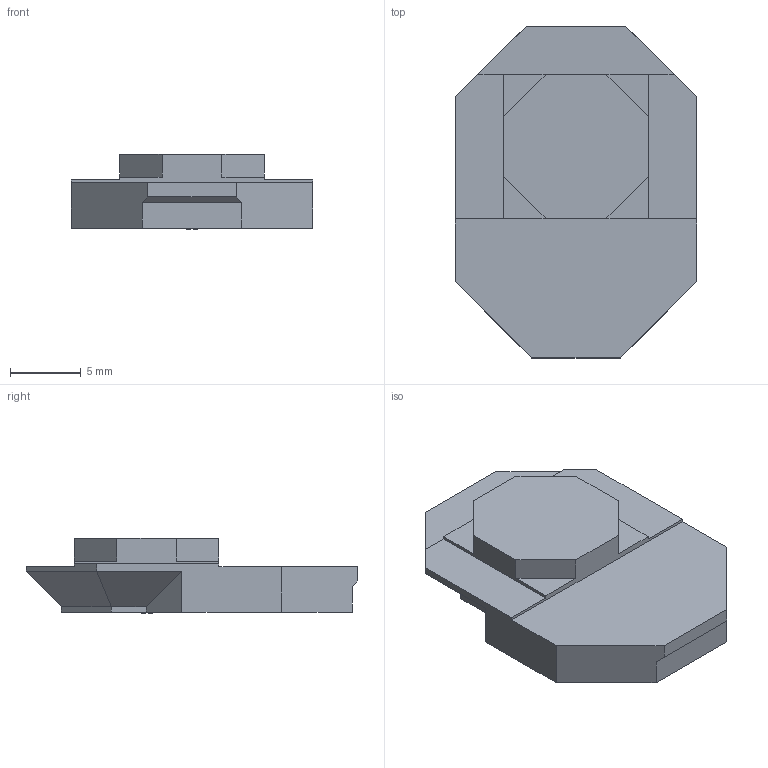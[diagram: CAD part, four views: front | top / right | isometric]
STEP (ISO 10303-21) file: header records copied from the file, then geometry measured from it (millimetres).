
FILE_DESCRIPTION(/* description */ (''),/* implementation_level */ '2;1');
FILE_NAME(/* name */ 'Component Bin Modifiers.step',/* time_stamp */ '2024-08-26T17:31:23-04:00',/* author */ (''),/* organization */ (''),/* preprocessor_version */ 'ST-DEVELOPER v20',/* originating_system */ 'Autodesk Translation Framework v13.14.0.145',/* authorisation */ '');
FILE_SCHEMA (('AUTOMOTIVE_DESIGN { 1 0 10303 214 3 1 1 }'));
Length unit declared in the file: millimetre
Products named in the file (1): MultiPoint Single Magnet
Bounding box: 17 x 23.4 x 5.3 mm (x, y, z)
Volume: 1172.5 mm3; surface area: 929.5 mm2
Topology: 1 solids, 1 shells, 48 faces, 124 edges, 79 vertices
Faces by surface type: plane 46, cone 2
Entity records: 1460 total; most frequent: CARTESIAN_POINT 260, ORIENTED_EDGE 248, DIRECTION 222, EDGE_CURVE 124, LINE 116, VECTOR 116, VERTEX_POINT 79, AXIS2_PLACEMENT_3D 53
